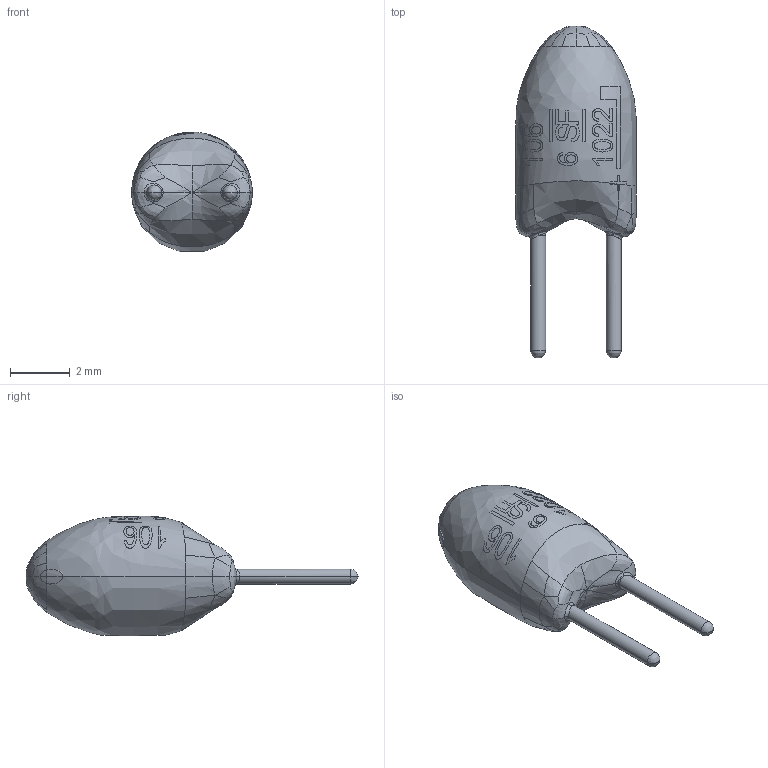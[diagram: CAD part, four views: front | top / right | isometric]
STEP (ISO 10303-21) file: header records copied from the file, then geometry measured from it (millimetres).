
FILE_DESCRIPTION(/* description */ (''),/* implementation_level */ '2;1');
FILE_NAME(/* name */ 'Cap Tan TH –Leads L4,0mm Radial Dipped T350',/* time_stamp */ '2022-10-28T13:14:01+02:00',/* author */ (''),/* organization */ (''),/* preprocessor_version */ 'ST-DEVELOPER v16.5',/* originating_system */ '',/* authorisation */ '');
FILE_SCHEMA (('AUTOMOTIVE_DESIGN'));
Length unit declared in the file: millimetre
Products named in the file (1): Document
Bounding box: 4.06 x 11.15 x 4.02 mm (x, y, z)
Surface area: 117.4 mm2 (no closed solid volume)
Topology: 0 solids, 26 shells, 110 faces, 414 edges, 322 vertices
Faces by surface type: bspline 96, cylinder 14
Entity records: 22414 total; most frequent: CARTESIAN_POINT 19952, ORIENTED_EDGE 600, EDGE_CURVE 410, B_SPLINE_CURVE_WITH_KNOTS 331, VERTEX_POINT 322, EDGE_LOOP 127, ADVANCED_FACE 110, FACE_OUTER_BOUND 110
